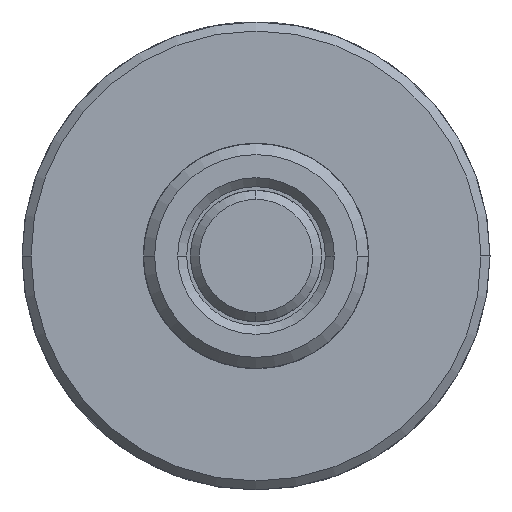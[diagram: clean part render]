
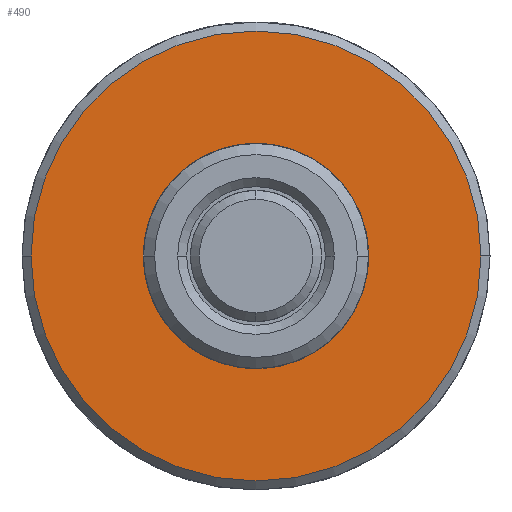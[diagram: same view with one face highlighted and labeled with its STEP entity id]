
A CAD part, left-side view. The second image highlights one B-rep face of the part: STEP entity #490.
In plain terms, the highlighted planar face has unit normal (-1, 0, 0).
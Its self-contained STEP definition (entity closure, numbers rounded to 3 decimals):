
#44 = EDGE_CURVE ( 'NONE', #1816, #2007, #4105, .T. ) ;
#220 = DIRECTION ( 'NONE',  ( 1., 0., 0. ) ) ;
#490 = ADVANCED_FACE ( 'NONE', ( #4038, #3101 ), #4100, .F. ) ;
#532 = EDGE_CURVE ( 'NONE', #3060, #2462, #3669, .T. ) ;
#636 = ORIENTED_EDGE ( 'NONE', *, *, #44, .T. ) ;
#709 = EDGE_LOOP ( 'NONE', ( #2775, #2623 ) ) ;
#911 = CARTESIAN_POINT ( 'NONE',  ( 16.764, 0., 0. ) ) ;
#1000 = AXIS2_PLACEMENT_3D ( 'NONE', #1001, #3855, #2275 ) ;
#1001 = CARTESIAN_POINT ( 'NONE',  ( 16.764, 0., 0. ) ) ;
#1027 = DIRECTION ( 'NONE',  ( 1., 0., 0. ) ) ;
#1067 = CARTESIAN_POINT ( 'NONE',  ( 16.764, 0., 0. ) ) ;
#1389 = ORIENTED_EDGE ( 'NONE', *, *, #2693, .T. ) ;
#1428 = AXIS2_PLACEMENT_3D ( 'NONE', #1067, #1027, #2610 ) ;
#1438 = CARTESIAN_POINT ( 'NONE',  ( 16.764, 0., 9.493 ) ) ;
#1466 = DIRECTION ( 'NONE',  ( 0., 0., -1. ) ) ;
#1492 = EDGE_LOOP ( 'NONE', ( #636, #1389 ) ) ;
#1562 = CARTESIAN_POINT ( 'NONE',  ( 16.764, 0., 0. ) ) ;
#1602 = AXIS2_PLACEMENT_3D ( 'NONE', #911, #220, #1863 ) ;
#1816 = VERTEX_POINT ( 'NONE', #3518 ) ;
#1863 = DIRECTION ( 'NONE',  ( 0., 0., -1. ) ) ;
#2007 = VERTEX_POINT ( 'NONE', #1438 ) ;
#2097 = EDGE_CURVE ( 'NONE', #2462, #3060, #3716, .T. ) ;
#2246 = CARTESIAN_POINT ( 'NONE',  ( 16.764, 0., -19.05 ) ) ;
#2275 = DIRECTION ( 'NONE',  ( 0., 0., -1. ) ) ;
#2426 = CARTESIAN_POINT ( 'NONE',  ( 16.764, 0., 19.05 ) ) ;
#2462 = VERTEX_POINT ( 'NONE', #2426 ) ;
#2593 = DIRECTION ( 'NONE',  ( 1., 0., 0. ) ) ;
#2610 = DIRECTION ( 'NONE',  ( 0., 0., -1. ) ) ;
#2623 = ORIENTED_EDGE ( 'NONE', *, *, #532, .F. ) ;
#2693 = EDGE_CURVE ( 'NONE', #2007, #1816, #3001, .T. ) ;
#2775 = ORIENTED_EDGE ( 'NONE', *, *, #2097, .F. ) ;
#2841 = DIRECTION ( 'NONE',  ( 0., 0., -1. ) ) ;
#2986 = AXIS2_PLACEMENT_3D ( 'NONE', #1562, #2593, #2841 ) ;
#3001 = CIRCLE ( 'NONE', #1000, 9.493 ) ;
#3060 = VERTEX_POINT ( 'NONE', #2246 ) ;
#3101 = FACE_BOUND ( 'NONE', #1492, .T. ) ;
#3124 = DIRECTION ( 'NONE',  ( 1., 0., 0. ) ) ;
#3144 = AXIS2_PLACEMENT_3D ( 'NONE', #3481, #3124, #1466 ) ;
#3481 = CARTESIAN_POINT ( 'NONE',  ( 16.764, 0., 0. ) ) ;
#3518 = CARTESIAN_POINT ( 'NONE',  ( 16.764, 0., -9.493 ) ) ;
#3669 = CIRCLE ( 'NONE', #3144, 19.05 ) ;
#3716 = CIRCLE ( 'NONE', #2986, 19.05 ) ;
#3855 = DIRECTION ( 'NONE',  ( 1., 0., 0. ) ) ;
#4038 = FACE_OUTER_BOUND ( 'NONE', #709, .T. ) ;
#4100 = PLANE ( 'NONE',  #1602 ) ;
#4105 = CIRCLE ( 'NONE', #1428, 9.493 ) ;
